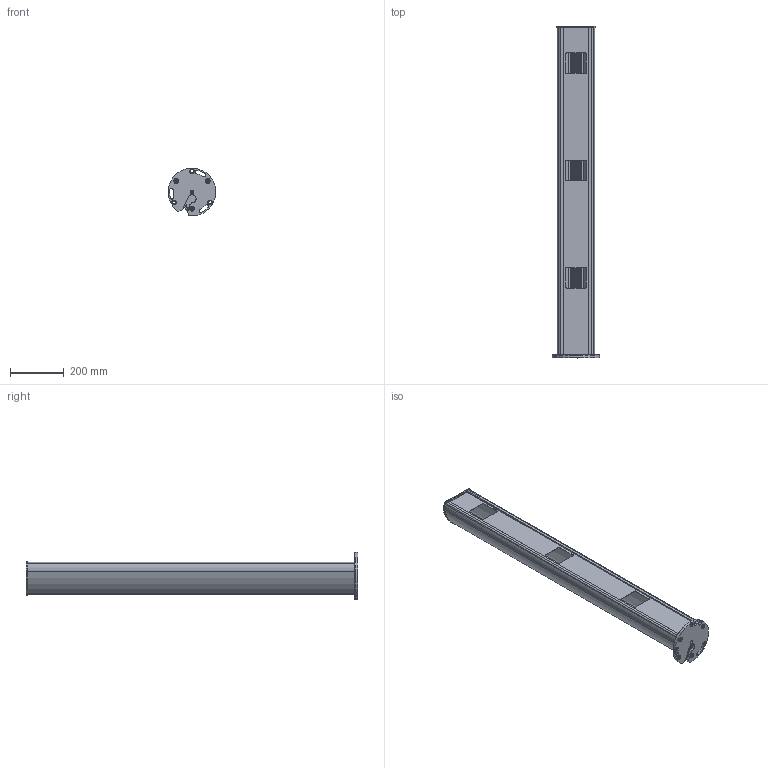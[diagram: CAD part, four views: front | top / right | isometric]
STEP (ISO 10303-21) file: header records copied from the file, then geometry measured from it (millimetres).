
FILE_DESCRIPTION((''),'2;1');
FILE_NAME('213100_ASM','2019-07-22T09:03:09',('pdmadmin'),('BANNER ENGINEERING'),'CREO PARAMETRIC BY PTC INC, 2018300','CREO PARAMETRIC BY PTC INC, 2018300','');
FILE_SCHEMA(('CONFIG_CONTROL_DESIGN'));
Length unit declared in the file: inch
Products named in the file (8): 108635; 69328; 69313; 69314; 109525; 109524; 70448_ASM; 213100_ASM
Assembly tree (12 placements, depth 3):
  213100_ASM
    70448_ASM
      108635
      69328
      69313
      69314
      109525  x3
      109524  x4
Bounding box: 177.44 x 1236.73 x 177.35 mm (x, y, z)
Volume: 2656144.1 mm3; surface area: 1323834.3 mm2
Topology: 11 solids, 15 shells, 523 faces, 1365 edges, 885 vertices
Faces by surface type: cylinder 235, plane 212, torus 42, bspline 15, cone 11, sphere 8
Entity records: 15909 total; most frequent: CARTESIAN_POINT 4929, DIRECTION 2336, ORIENTED_EDGE 2244, EDGE_CURVE 1123, AXIS2_PLACEMENT_3D 869, VERTEX_POINT 733, VECTOR 598, LINE 598
